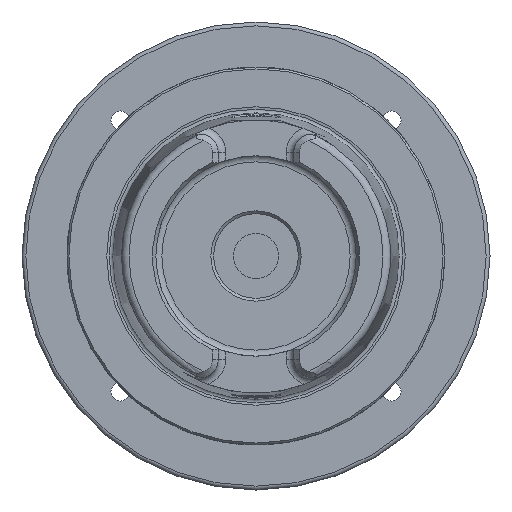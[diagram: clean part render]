
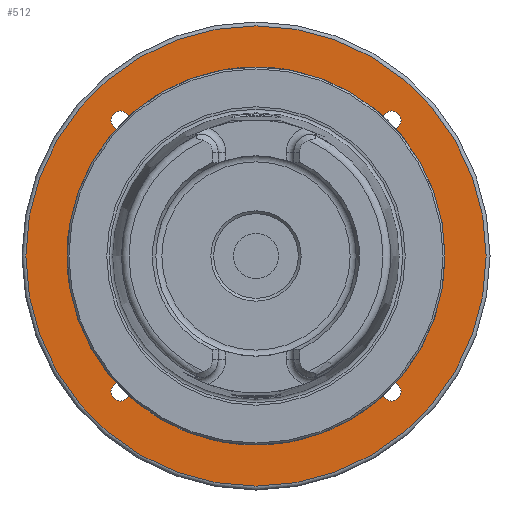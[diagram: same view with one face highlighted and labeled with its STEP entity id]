
A CAD part, left-side view. The second image highlights one B-rep face of the part: STEP entity #512.
In plain terms, the highlighted planar face has unit normal (-1, 0, 0).
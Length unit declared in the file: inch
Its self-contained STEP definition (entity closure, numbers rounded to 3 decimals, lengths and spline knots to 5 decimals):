
#378=CARTESIAN_POINT('',(1.875,-1.414,1.51107));
#379=VERTEX_POINT('',#378);
#380=CARTESIAN_POINT('',(1.875,-1.414,1.414));
#381=DIRECTION('',(1.0,0.0,0.0));
#382=DIRECTION('',(0.0,0.0,-1.0));
#383=AXIS2_PLACEMENT_3D('',#380,#381,#382);
#384=CIRCLE('',#383,0.09707);
#385=EDGE_CURVE('',#379,#379,#384,.T.);
#398=CARTESIAN_POINT('',(1.875,-1.414,-1.31693));
#399=VERTEX_POINT('',#398);
#400=CARTESIAN_POINT('',(1.875,-1.414,-1.414));
#401=DIRECTION('',(1.0,0.0,0.0));
#402=DIRECTION('',(0.0,0.0,-1.0));
#403=AXIS2_PLACEMENT_3D('',#400,#401,#402);
#404=CIRCLE('',#403,0.09707);
#405=EDGE_CURVE('',#399,#399,#404,.T.);
#418=CARTESIAN_POINT('',(1.875,1.414,-1.31693));
#419=VERTEX_POINT('',#418);
#420=CARTESIAN_POINT('',(1.875,1.414,-1.414));
#421=DIRECTION('',(1.0,0.0,0.0));
#422=DIRECTION('',(0.0,0.0,-1.0));
#423=AXIS2_PLACEMENT_3D('',#420,#421,#422);
#424=CIRCLE('',#423,0.09707);
#425=EDGE_CURVE('',#419,#419,#424,.T.);
#438=CARTESIAN_POINT('',(1.875,1.414,1.51107));
#439=VERTEX_POINT('',#438);
#440=CARTESIAN_POINT('',(1.875,1.414,1.414));
#441=DIRECTION('',(1.0,0.0,0.0));
#442=DIRECTION('',(0.0,0.0,-1.0));
#443=AXIS2_PLACEMENT_3D('',#440,#441,#442);
#444=CIRCLE('',#443,0.09707);
#445=EDGE_CURVE('',#439,#439,#444,.T.);
#458=CARTESIAN_POINT('',(1.875,2.3975,0.0));
#459=VERTEX_POINT('',#458);
#460=CARTESIAN_POINT('',(1.875,0.0,0.0));
#461=DIRECTION('',(1.0,0.0,0.0));
#462=DIRECTION('',(0.0,-1.0,0.0));
#463=AXIS2_PLACEMENT_3D('',#460,#461,#462);
#464=CIRCLE('',#463,2.3975);
#465=EDGE_CURVE('',#459,#459,#464,.T.);
#481=CARTESIAN_POINT('',(1.875,2.075,0.0));
#482=DIRECTION('',(-1.0,0.0,0.0));
#483=DIRECTION('',(0.0,0.0,1.0));
#484=AXIS2_PLACEMENT_3D('',#481,#482,#483);
#485=PLANE('',#484);
#486=ORIENTED_EDGE('',*,*,#465,.F.);
#487=EDGE_LOOP('',(#486));
#488=FACE_OUTER_BOUND('',#487,.T.);
#489=ORIENTED_EDGE('',*,*,#385,.T.);
#490=EDGE_LOOP('',(#489));
#491=FACE_BOUND('',#490,.T.);
#492=ORIENTED_EDGE('',*,*,#405,.T.);
#493=EDGE_LOOP('',(#492));
#494=FACE_BOUND('',#493,.T.);
#495=ORIENTED_EDGE('',*,*,#425,.T.);
#496=EDGE_LOOP('',(#495));
#497=FACE_BOUND('',#496,.T.);
#498=ORIENTED_EDGE('',*,*,#445,.T.);
#499=EDGE_LOOP('',(#498));
#500=FACE_BOUND('',#499,.T.);
#501=CARTESIAN_POINT('',(1.875,1.7425,0.));
#502=VERTEX_POINT('',#501);
#503=CARTESIAN_POINT('',(1.875,0.0,0.0));
#504=DIRECTION('',(-1.0,0.0,0.0));
#505=DIRECTION('',(0.0,-1.0,0.0));
#506=AXIS2_PLACEMENT_3D('',#503,#504,#505);
#507=CIRCLE('',#506,1.7425);
#508=EDGE_CURVE('',#502,#502,#507,.T.);
#509=ORIENTED_EDGE('',*,*,#508,.F.);
#510=EDGE_LOOP('',(#509));
#511=FACE_BOUND('',#510,.T.);
#512=ADVANCED_FACE('',(#488,#491,#494,#497,#500,#511),#485,.T.);
